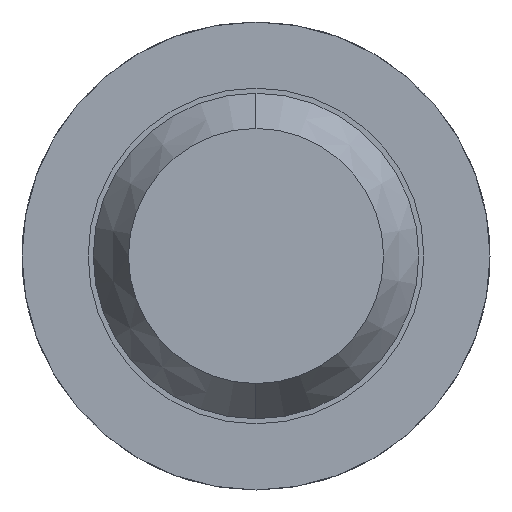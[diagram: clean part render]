
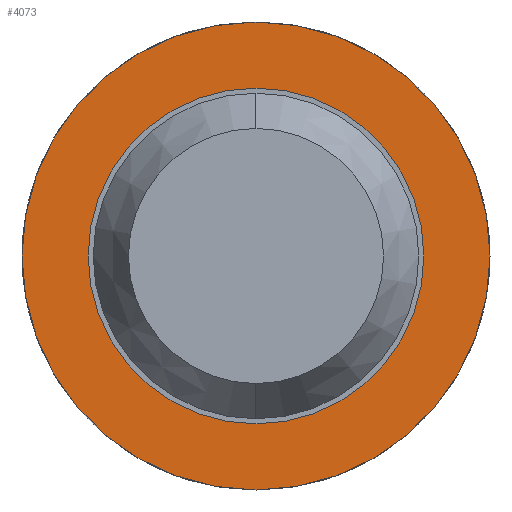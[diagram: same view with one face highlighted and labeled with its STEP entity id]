
A CAD part, front view. The second image highlights one B-rep face of the part: STEP entity #4073.
In plain terms, the highlighted planar face has unit normal (0, -1, 0).
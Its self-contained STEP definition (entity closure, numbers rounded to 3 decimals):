
#228 = DIRECTION ( 'NONE',  ( 0., 1., 0. ) ) ;
#328 = EDGE_CURVE ( 'Defeature ausgef�hrt1_14+Defeature ausgef�hrt1_13+Defeature ausgef�hrt1_13+Defeature ausgef�hrt1_13', #3251, #846, #2081, .T. ) ;
#451 = AXIS2_PLACEMENT_3D ( 'NONE', #654, #2524, #1271 ) ;
#654 = CARTESIAN_POINT ( 'NONE',  ( 0., -1.7, 0. ) ) ;
#693 = DIRECTION ( 'NONE',  ( 0., 0., 1. ) ) ;
#723 = DIRECTION ( 'NONE',  ( 0., 0., 1. ) ) ;
#735 = AXIS2_PLACEMENT_3D ( 'NONE', #2869, #3872, #3574 ) ;
#846 = VERTEX_POINT ( 'NONE', #2065 ) ;
#920 = EDGE_LOOP ( 'NONE', ( #2249, #2992 ) ) ;
#1008 = CARTESIAN_POINT ( 'NONE',  ( 0., -1.7, 0. ) ) ;
#1046 = CIRCLE ( 'NONE', #735, 1.15 ) ;
#1078 = EDGE_LOOP ( 'NONE', ( #2328, #2602 ) ) ;
#1131 = AXIS2_PLACEMENT_3D ( 'NONE', #1733, #228, #2441 ) ;
#1271 = DIRECTION ( 'NONE',  ( 0., 0., 1. ) ) ;
#1380 = CARTESIAN_POINT ( 'NONE',  ( 0., -1.7, 0. ) ) ;
#1424 = PLANE ( 'NONE',  #1131 ) ;
#1690 = EDGE_CURVE ( 'Defeature ausgef�hrt1_7+Defeature ausgef�hrt1_14+Defeature ausgef�hrt1_14+Defeature ausgef�hrt1_14', #3937, #4009, #2421, .T. ) ;
#1692 = CARTESIAN_POINT ( 'NONE',  ( 0., -1.7, -1.15 ) ) ;
#1733 = CARTESIAN_POINT ( 'NONE',  ( 0.825, -1.7, 0. ) ) ;
#2065 = CARTESIAN_POINT ( 'NONE',  ( 0., -1.7, 0.825 ) ) ;
#2081 = CIRCLE ( 'NONE', #451, 0.825 ) ;
#2207 = EDGE_CURVE ( 'Defeature ausgef�hrt1_14+Defeature ausgef�hrt1_13+Defeature ausgef�hrt1_13+Defeature ausgef�hrt1_13', #846, #3251, #3728, .T. ) ;
#2249 = ORIENTED_EDGE ( 'NONE', *, *, #2207, .T. ) ;
#2328 = ORIENTED_EDGE ( 'NONE', *, *, #3795, .F. ) ;
#2421 = CIRCLE ( 'NONE', #2809, 1.15 ) ;
#2441 = DIRECTION ( 'NONE',  ( 0., 0., 1. ) ) ;
#2524 = DIRECTION ( 'NONE',  ( 0., 1., 0. ) ) ;
#2602 = ORIENTED_EDGE ( 'NONE', *, *, #1690, .F. ) ;
#2809 = AXIS2_PLACEMENT_3D ( 'NONE', #1380, #3910, #723 ) ;
#2869 = CARTESIAN_POINT ( 'NONE',  ( 0., -1.7, 0. ) ) ;
#2992 = ORIENTED_EDGE ( 'NONE', *, *, #328, .T. ) ;
#3232 = DIRECTION ( 'NONE',  ( 0., 1., 0. ) ) ;
#3251 = VERTEX_POINT ( 'NONE', #3505 ) ;
#3318 = FACE_BOUND ( 'NONE', #920, .T. ) ;
#3466 = FACE_OUTER_BOUND ( 'NONE', #1078, .T. ) ;
#3505 = CARTESIAN_POINT ( 'NONE',  ( 0., -1.7, -0.825 ) ) ;
#3574 = DIRECTION ( 'NONE',  ( 0., 0., 1. ) ) ;
#3690 = CARTESIAN_POINT ( 'NONE',  ( 0., -1.7, 1.15 ) ) ;
#3728 = CIRCLE ( 'NONE', #4097, 0.825 ) ;
#3795 = EDGE_CURVE ( 'Defeature ausgef�hrt1_7+Defeature ausgef�hrt1_14+Defeature ausgef�hrt1_14+Defeature ausgef�hrt1_14', #4009, #3937, #1046, .T. ) ;
#3872 = DIRECTION ( 'NONE',  ( 0., 1., 0. ) ) ;
#3910 = DIRECTION ( 'NONE',  ( 0., 1., 0. ) ) ;
#3937 = VERTEX_POINT ( 'NONE', #1692 ) ;
#4009 = VERTEX_POINT ( 'NONE', #3690 ) ;
#4073 = ADVANCED_FACE ( 'Defeature ausgef�hrt1_14', ( #3466, #3318 ), #1424, .F. ) ;
#4097 = AXIS2_PLACEMENT_3D ( 'NONE', #1008, #3232, #693 ) ;
